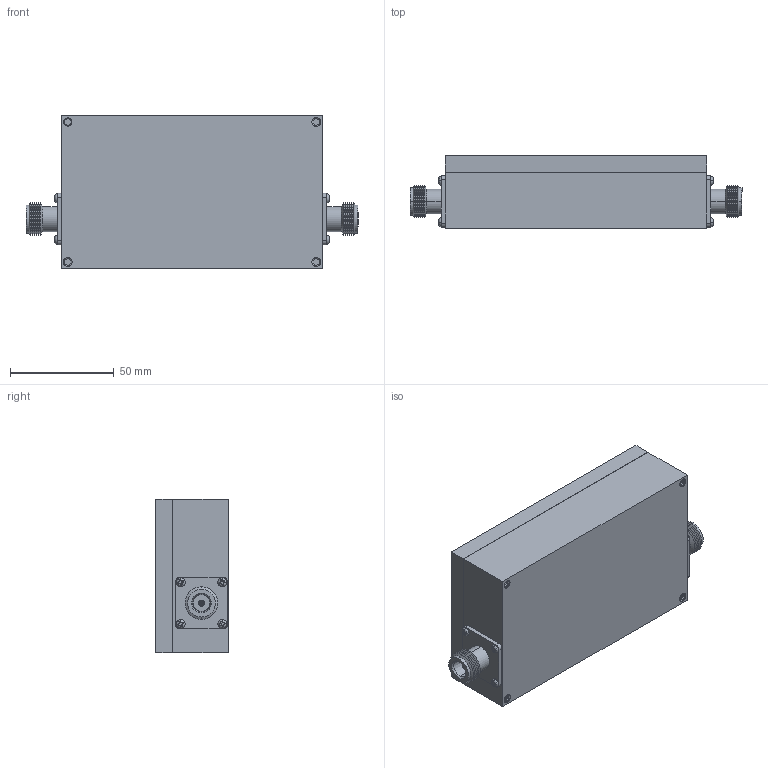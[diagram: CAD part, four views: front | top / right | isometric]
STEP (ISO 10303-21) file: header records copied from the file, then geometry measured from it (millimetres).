
FILE_DESCRIPTION (( 'STEP AP214' ), '1' );
FILE_NAME ('BPF24-811A.STEP', '2016-03-10T19:13:05', ( 'L-Com' ), ( 'L-Com Global Connectivity' ), 'SwSTEP 2.0', 'SolidWorks 2014', '' );
FILE_SCHEMA (( 'AUTOMOTIVE_DESIGN' ));
Length unit declared in the file: inch
Products named in the file (3): BPF24-811A; BPF24-811A_N-FEMALE; BPF24-811A_Body
Assembly tree (3 placements, depth 2):
  BPF24-811A
    BPF24-811A_Body
    BPF24-811A_N-FEMALE  x2
Bounding box: 160.22 x 35.05 x 73.91 mm (x, y, z)
Volume: 330111.8 mm3; surface area: 40784.7 mm2
Topology: 3 solids, 3 shells, 830 faces, 2006 edges, 1250 vertices
Faces by surface type: plane 464, cone 296, cylinder 54, torus 16
Entity records: 19708 total; most frequent: CARTESIAN_POINT 3545, DIRECTION 3352, ORIENTED_EDGE 3276, EDGE_CURVE 1638, LINE 1188, VECTOR 1188, AXIS2_PLACEMENT_3D 1082, VERTEX_POINT 1019
